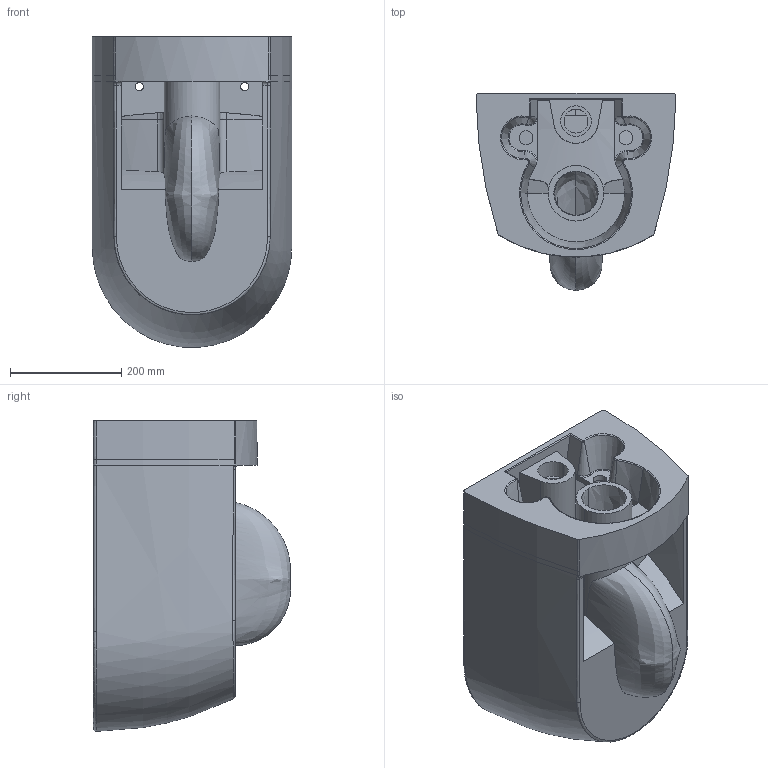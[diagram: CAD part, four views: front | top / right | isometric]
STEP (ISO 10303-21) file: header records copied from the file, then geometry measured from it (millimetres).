
FILE_DESCRIPTION (( 'STEP AP203' ), '1' );
FILE_NAME ('AUWH02.STEP', '2020-11-25T09:03:22', ( '' ), ( '' ), 'SwSTEP 2.0', 'SolidWorks 2019', '' );
FILE_SCHEMA (( 'CONFIG_CONTROL_DESIGN' ));
Length unit declared in the file: millimetre
Products named in the file (1): AUWH02
Bounding box: 359.97 x 355 x 559.59 mm (x, y, z)
Volume: 20400453.3 mm3; surface area: 1472591.1 mm2
Topology: 1 solids, 1 shells, 275 faces, 763 edges, 489 vertices
Faces by surface type: cylinder 127, plane 68, bspline 40, torus 31, cone 9
Entity records: 19587 total; most frequent: CARTESIAN_POINT 12495, ORIENTED_EDGE 1526, DIRECTION 1403, EDGE_CURVE 763, AXIS2_PLACEMENT_3D 569, VERTEX_POINT 489, EDGE_LOOP 354, CIRCLE 333
